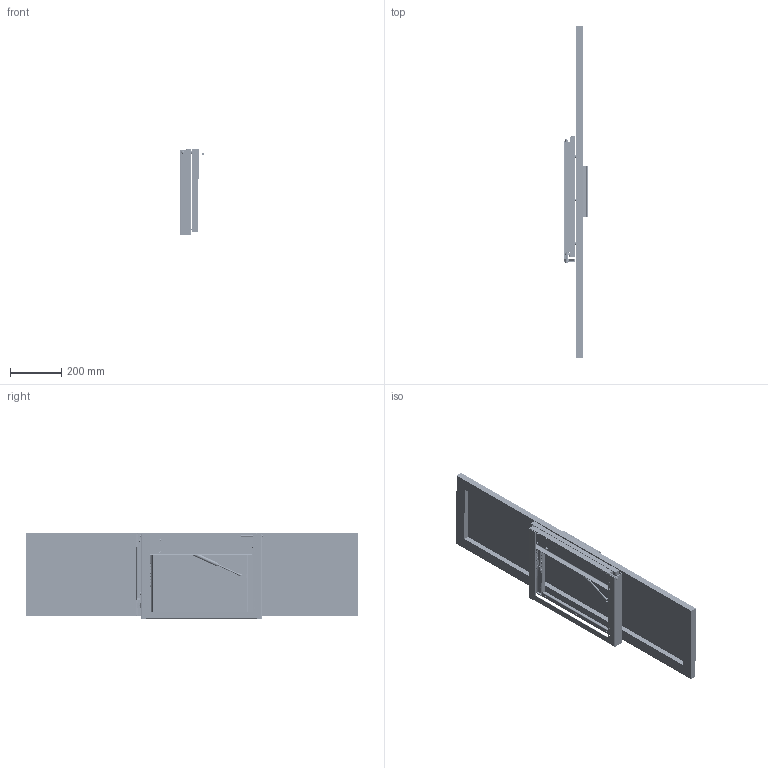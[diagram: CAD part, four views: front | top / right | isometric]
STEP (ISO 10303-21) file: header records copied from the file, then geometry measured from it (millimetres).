
FILE_DESCRIPTION (( 'STEP AP203' ), '1' );
FILE_NAME ('S-6612-1.STEP', '2021-06-25T15:11:17', ( '' ), ( '' ), 'SwSTEP 2.0', 'SolidWorks 2020', '' );
FILE_SCHEMA (( 'CONFIG_CONTROL_DESIGN' ));
Length unit declared in the file: millimetre
Products named in the file (58): Burç-1; M5x15 YSB V媶A-1; M5x12 YHB V媶A-1; ÜTÜ MASA MEKANÝZMASI MENTEÞE PÝMÝ-1; ÜTÜ MASA MEKANÝZMASI MENTEÞE SACI MJ-1; MÝNYATÜR RULMAN Ø5xØ10x4-1; ÜTÜ MASA MEKANÝZMASI HAREKETLÝ ALT SACI(Varsayýlan)-1; BÝLYE TUTUCU RAY 40x320(Varsayýlan)-1; AYNA; ÜTÜ MASA MEKANÝZMASI SABÝT YATAY ALT SACI(Varsayýlan)-1; ÜTÜ MASASI UZUN PÝSTON PÝM UCU SAC-1; M5x15 YSB V媶A 焂EL-1; ÝÇ RAY 40x320 BAG. SACI(Varsayýlan)-1; 6x19 RULMAN TEKERÝ-1; M5x10 RYSB V媶A-1; 6x19 RULMAN TEKER BURCU-1; ÜTÜ MASA MEKANÝZMASI 5''LÝK FATURALI PUL-1; ÜTÜ MASA MEKANÝZMASI MJ(Default-_flexible1)-1; ÜTÜ MASA MEKANÝZMASI MENTEÞE EK SACI(Varsayýlan)-1; ÜTÜ MASA MEKANÝZMASI SABÝT YATAY ÜST SACI(Varsayýlan)-1; ÜTÜ MASA MEKANÝZMASI SABÝT U SACI(Varsayýlan)-1; DIÞ RAY 40x320 LASTÝK-1; M5x12 YSB V媶A 焂EL KISA D棰-1; ÜTÜ MASA MKZ.MENTEÞE SACI PST.BAÐ.PARÇASI-1; 6x16 RULMAN TEKERÝ-1; 6x17 RULMANLI TEKER-1; 6x17 RULMAN TEKERÝ-1; 6x16 RULMANLI TEKER-1; ÜTÜ MASA MEKANÝZMASI SABÝT TARAFI MJ-1; M5 PERﾇﾝN-1; ÜTÜ MASA MEKANÝZMASI 1.5x12 PUL-1; ÜTÜ MASA MEKANÝZMASI HAREKETLÝ ALT TEKER SACI(Varsayýlan)-1; DIÞ RAY 40x320(Varsayýlan)-1; M5x15 YHB V媶A-1; ÝÇ RAY 40x320(Varsayýlan)-1; ÜTÜ MASA MEKANÝZMA TELESKOPÝK RAY 40x320(Varsayýlan-_flexible1)-1; ÜTÜ MASA MEKANÝZMASI HAREKETLÝ TARAFI MJ-1; ÜTÜ MASA MKZ.HAREKETLÝ ALT L SACI FATURALI PUL-1; ÜTÜ MASA MEKANÝZMASI PVS SES STOPERÝ-1; 6x19 RULMANLI TEKER-2 ...
Assembly tree (118 placements, depth 5):
  S-6612-1
    ÜTÜ MASA MEKANÝZMASI MJ(Default-_flexible1)-1
      ÜTÜ MASA MEKANÝZMASI SABÝT TARAFI MJ-1
        6x17 RULMANLI TEKER-1
          6x17 RULMAN TEKERÝ-1
          6x17 RULMAN TEKER BURCU-1
          MÝNYATÜR RULMAN Ø5xØ10x4-1
        ÜTÜ MASA MEKANÝZMASI SABÝT YATAY ALT SACI(Varsayýlan)-1
        ÜTÜ MASA MEKANÝZMASI SABÝT DÝKEY L SACI(Varsayýlan)-1
        ÜTÜ MASA MEKANÝZMASI SABÝT YATAY ÜST SACI(Varsayýlan)-1
        ÜTÜ MASA MEKANÝZMASI SABÝT U SACI(Varsayýlan)-1
        ÜTÜ MASA MEKANÝZMASI Ø12 PLS.TEKER-1
        M5x12 YHB V媶A-1
        M5x12 YSB V媶A 焂EL KISA D棰-1
      ÜTÜ MASA MEKANÝZMASI HAREKETLÝ TARAFI MJ-1
        6x19 RULMANLI TEKER-2
          6x19 RULMAN TEKERÝ-1
          6x19 RULMAN TEKER BURCU-1
          MÝNYATÜR RULMAN Ø5xØ13x4-1
        ÜTÜ MASA MEKANÝZMASI HAREKETLÝ ALT SACI(Varsayýlan)-1
        ÜTÜ MASA MEKANÝZMASI HAREKETLÝ PROFÝL(Varsayýlan_Makinelenmiþ Olarak_)-1
        ÜTÜ MASA MEKANÝZMASI HAREKETLÝ ÜST SACI(Varsayýlan)-1
        ÜTÜ MASA MEKANÝZMASI HAREKETLÝ ALT L SACI(Varsayýlan)-1
        ÜTÜ MASA MEKANÝZMASI HAREKETLÝ ALT TEKER SACI(Varsayýlan)-1
        ÜTÜ MASA MEKANÝZMASI HAREKETLÝ DÝKEY SAC(Varsayýlan)-1
        M5x15 YHB V媶A-1
        M5 PERﾇﾝN-1  x5
        ÜTÜ MASA MEKANÝZMASI PVS SES STOPERÝ-1  x2
        ÜTÜ MASA MKZ.HAREKETLÝ ALT L SACI FATURALI PUL-1
      ÜTÜ MASA MEKANÝZMASI MENTEÞE SACI MJ-1
        6x19 RULMANLI TEKER-3
          6x19 RULMAN TEKERÝ-1
          6x19 RULMAN TEKER BURCU-1
          MÝNYATÜR RULMAN Ø5xØ13x4-1
        6x16 RULMANLI TEKER-1
          MÝNYATÜR RULMAN Ø5xØ10x4-1
          6x16 RULMAN TEKERÝ-1
          6x16 RULMAN TEKER BURCU-1
        M5x15 YHB V媶A-1  x2
        ÜTÜ MASA MEKANÝZMASI MENTEÞE SACI(Varsayýlan)-1
        ÜTÜ MASA MEKANÝZMASI MENTEÞE EK SACI(Varsayýlan)-1
        ÜTÜ MASA MEKANÝZMASI MENTEÞE PÝMÝ-1
        ÜTÜ MASA MKZ.MENTEÞE SACI PST.BAÐ.PARÇASI-1
      ÜTÜ MASASI UZUN PÝSTON GÖV.-1
      ÜTÜ MASASI UZUN PÝSTON PÝM UCU SAC-1
      ÜTÜ MASASI UZUN PÝSTON PÝMÝ-1
      M5x15 YSB V媶A 焂EL-1
    ÜTÜ MASA MEKANÝZMA TELESKOPÝK RAY 40x320(Varsayýlan-_flexible1)-1
      DIÞ RAY 40x320(Varsayýlan)-1
      ÝÇ RAY 40x320(Varsayýlan)-1
      BÝLYE TUTUCU RAY 40x320(Varsayýlan)-1
      RAY 40x320 BÝLYESÝ-1  x32
      ÝÇ RAY 40x320 BAG. SACI(Varsayýlan)-1
      DIÞ RAY 40x320 LASTÝK-1  x2
    M5x12 YHB V媶A-1  x2
    ÜTÜ MASA MEKANÝZMASI 5''LÝK FATURALI PUL-1  x2
    M5x10 RYSB V媶A-1  x3
    M5x6 RYSB V媶A-1  x3
    M5x15 YSB V媶A-1  x5
    M5 FÝBERLÝ SOMUN-1  x4
Bounding box: 97.83 x 1300 x 335.65 mm (x, y, z)
Volume: 2725186.4 mm3; surface area: 2294584.3 mm2
Topology: 131 solids, 131 shells, 5112 faces, 12815 edges, 7876 vertices
Faces by surface type: plane 1830, cylinder 1386, cone 1366, torus 314, sphere 138, bspline 78
Entity records: 90125 total; most frequent: CARTESIAN_POINT 17888, DIRECTION 14255, ORIENTED_EDGE 13030, EDGE_CURVE 6515, AXIS2_PLACEMENT_3D 5462, VERTEX_POINT 3979, VECTOR 3331, LINE 3331
